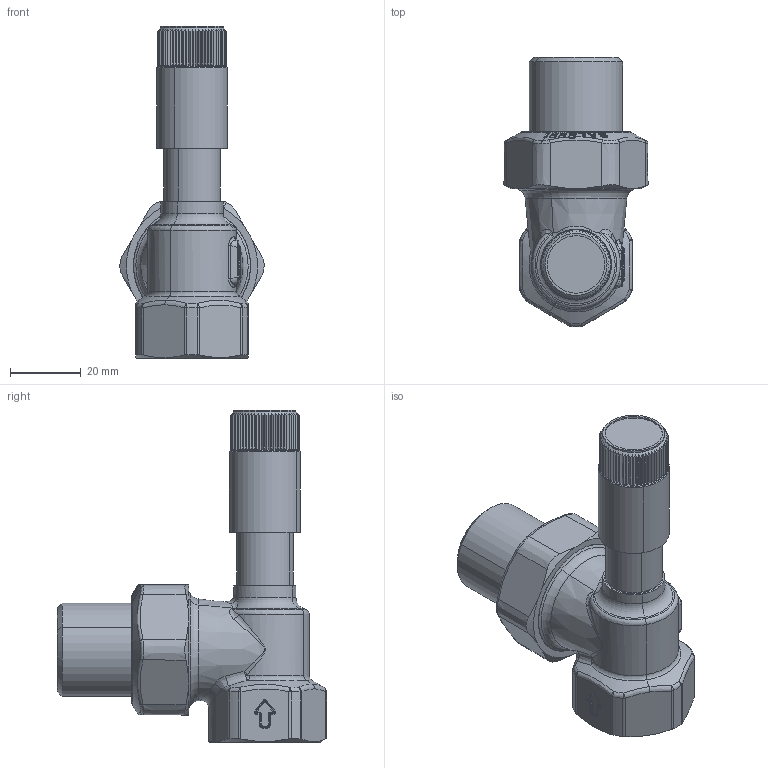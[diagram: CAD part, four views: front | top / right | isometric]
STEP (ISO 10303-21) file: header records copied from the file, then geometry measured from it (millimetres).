
FILE_DESCRIPTION(('CATIA V5 STEP Exchange','CAx-IF Rec.Pracs.--- Model Styling and Organization---1.5--- 2016-08-15','CAx-IF Rec.Pracs.---Supplemental Geometry---1.0---2011-11-01','CAx-IF Rec.Pracs.--- Composite Materials ---3.4---2017-06-13','CAx-IF Rec.Pracs.---Tessellated 3D Geometry---1.0---2015-12-17'),'2;1');
FILE_NAME('STEP_518500_-_TST.stp','2023-05-09T16:15:14+00:00',('none'),('none'),'CATIA Version 5-6 Release 2020 SP5','CATIA V5 STEP AP242 v2','none');
FILE_SCHEMA(('AP242_MANAGED_MODEL_BASED_3D_ENGINEERING_MIM_LF {1 0 10303 442 1 1 4}'));
Length unit declared in the file: millimetre
Products named in the file (1): 518500 - TST.CATPART
Bounding box: 40.67 x 75.89 x 93.6 mm (x, y, z)
Volume: 75865.2 mm3; surface area: 13829.9 mm2
Topology: 1 solids, 1 shells, 1070 faces, 2537 edges, 1391 vertices
Faces by surface type: bspline 466, cylinder 200, plane 185, cone 107, sphere 84, torus 28
Entity records: 52940 total; most frequent: CARTESIAN_POINT 33370, ORIENTED_EDGE 4896, EDGE_CURVE 2448, DIRECTION 1790, B_SPLINE_CURVE_WITH_KNOTS 1540, VERTEX_POINT 1391, EDGE_LOOP 1081, ADVANCED_FACE 1070
